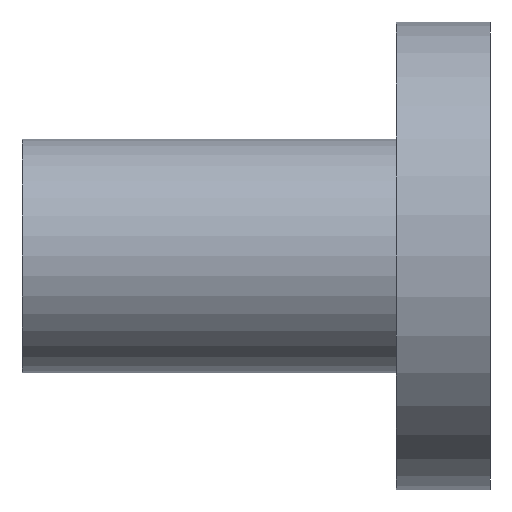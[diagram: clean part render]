
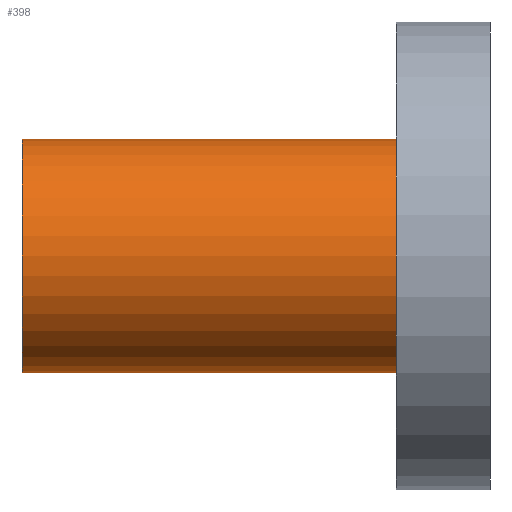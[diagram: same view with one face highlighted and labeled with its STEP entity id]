
A CAD part, left-side view. The second image highlights one B-rep face of the part: STEP entity #398.
In plain terms, the highlighted cylindrical face has radius 6.346 mm (diameter 12.692 mm), a partial arc.
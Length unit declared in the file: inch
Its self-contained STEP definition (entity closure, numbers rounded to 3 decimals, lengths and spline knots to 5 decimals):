
#11 = CARTESIAN_POINT ( 'NONE',  ( 0., 1., -0.24985 ) ) ;
#36 = VERTEX_POINT ( 'NONE', #2080 ) ;
#67 = VERTEX_POINT ( 'NONE', #294 ) ;
#294 = CARTESIAN_POINT ( 'NONE',  ( 0., 1., -0.24985 ) ) ;
#378 = ORIENTED_EDGE ( 'NONE', *, *, #2576, .F. ) ;
#397 = ORIENTED_EDGE ( 'NONE', *, *, #2107, .T. ) ;
#398 = ADVANCED_FACE ( 'NONE', ( #621 ), #1677, .T. ) ;
#421 = DIRECTION ( 'NONE',  ( 0., -1., 0. ) ) ;
#459 = AXIS2_PLACEMENT_3D ( 'NONE', #2638, #748, #2223 ) ;
#478 = LINE ( 'NONE', #11, #2087 ) ;
#621 = FACE_OUTER_BOUND ( 'NONE', #2035, .T. ) ;
#748 = DIRECTION ( 'NONE',  ( 0., 1., 0. ) ) ;
#814 = ORIENTED_EDGE ( 'NONE', *, *, #2021, .T. ) ;
#823 = DIRECTION ( 'NONE',  ( 0., 0., -1. ) ) ;
#882 = DIRECTION ( 'NONE',  ( 0., 1., 0. ) ) ;
#1037 = CARTESIAN_POINT ( 'NONE',  ( 0., 1., 0.24985 ) ) ;
#1211 = AXIS2_PLACEMENT_3D ( 'NONE', #2294, #421, #823 ) ;
#1221 = VECTOR ( 'NONE', #1691, 39.37008 ) ;
#1334 = CIRCLE ( 'NONE', #2061, 0.24985 ) ;
#1498 = CIRCLE ( 'NONE', #459, 0.24985 ) ;
#1549 = CARTESIAN_POINT ( 'NONE',  ( 0., 0.2, -0.24985 ) ) ;
#1677 = CYLINDRICAL_SURFACE ( 'NONE', #1211, 0.24985 ) ;
#1691 = DIRECTION ( 'NONE',  ( 0., -1., 0. ) ) ;
#1700 = VERTEX_POINT ( 'NONE', #1549 ) ;
#1794 = LINE ( 'NONE', #1037, #1221 ) ;
#1911 = CARTESIAN_POINT ( 'NONE',  ( 0., 0.2, 0.24985 ) ) ;
#2000 = VERTEX_POINT ( 'NONE', #1911 ) ;
#2021 = EDGE_CURVE ( 'NONE', #67, #1700, #478, .T. ) ;
#2035 = EDGE_LOOP ( 'NONE', ( #378, #2133, #814, #397 ) ) ;
#2061 = AXIS2_PLACEMENT_3D ( 'NONE', #2147, #882, #2351 ) ;
#2080 = CARTESIAN_POINT ( 'NONE',  ( 0., 1., 0.24985 ) ) ;
#2087 = VECTOR ( 'NONE', #2109, 39.37008 ) ;
#2107 = EDGE_CURVE ( 'NONE', #1700, #2000, #1334, .T. ) ;
#2109 = DIRECTION ( 'NONE',  ( 0., -1., 0. ) ) ;
#2133 = ORIENTED_EDGE ( 'NONE', *, *, #2253, .F. ) ;
#2147 = CARTESIAN_POINT ( 'NONE',  ( 0., 0.2, 0. ) ) ;
#2223 = DIRECTION ( 'NONE',  ( 0., 0., 1. ) ) ;
#2253 = EDGE_CURVE ( 'NONE', #67, #36, #1498, .T. ) ;
#2294 = CARTESIAN_POINT ( 'NONE',  ( 0., 1., 0. ) ) ;
#2351 = DIRECTION ( 'NONE',  ( 0., 0., 1. ) ) ;
#2576 = EDGE_CURVE ( 'NONE', #36, #2000, #1794, .T. ) ;
#2638 = CARTESIAN_POINT ( 'NONE',  ( 0., 1., 0. ) ) ;
